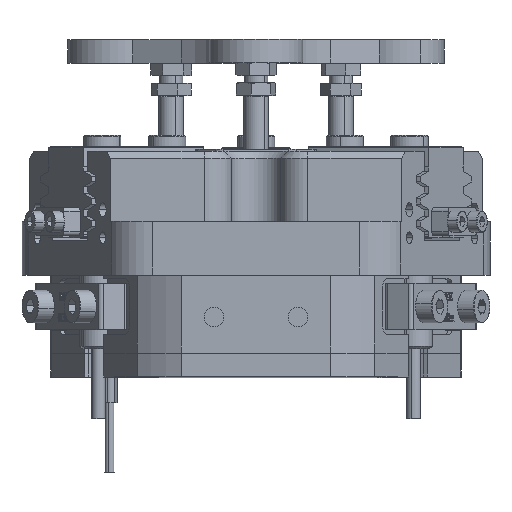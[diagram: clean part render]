
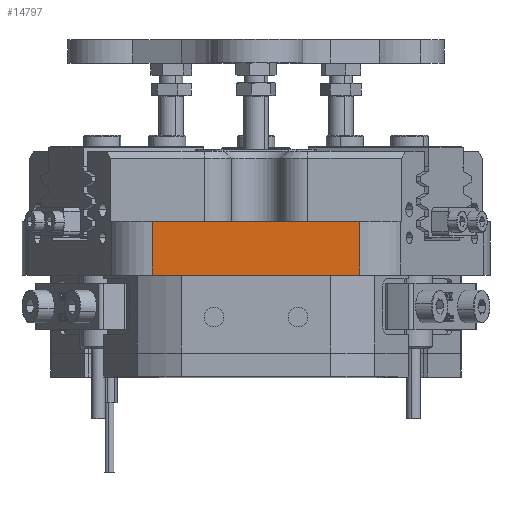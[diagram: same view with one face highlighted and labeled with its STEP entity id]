
A CAD part, top view. The second image highlights one B-rep face of the part: STEP entity #14797.
In plain terms, the highlighted planar face has unit normal (0, 0, 1).
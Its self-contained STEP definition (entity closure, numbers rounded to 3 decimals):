
#3136 = CARTESIAN_POINT ( 'NONE',  ( -22.228, 16.7, 43.5 ) ) ;
#4721 = VECTOR ( 'NONE', #34641, 1000. ) ;
#5835 = AXIS2_PLACEMENT_3D ( 'NONE', #22084, #61461, #52213 ) ;
#6853 = CARTESIAN_POINT ( 'NONE',  ( -22.228, 28.2, 43.5 ) ) ;
#7128 = LINE ( 'NONE', #44041, #29546 ) ;
#8213 = EDGE_LOOP ( 'NONE', ( #30658, #48877, #25329, #8986 ) ) ;
#8986 = ORIENTED_EDGE ( 'NONE', *, *, #25547, .T. ) ;
#10466 = EDGE_CURVE ( 'NONE', #41162, #52696, #7128, .T. ) ;
#11251 = CARTESIAN_POINT ( 'NONE',  ( 75.344, 28.2, 43.5 ) ) ;
#14797 = ADVANCED_FACE ( 'NONE', ( #49878 ), #17268, .T. ) ;
#15860 = CARTESIAN_POINT ( 'NONE',  ( 22.228, 28.2, 43.5 ) ) ;
#16220 = DIRECTION ( 'NONE',  ( -1., 0., 0. ) ) ;
#17268 = PLANE ( 'NONE',  #5835 ) ;
#18471 = EDGE_CURVE ( 'NONE', #28450, #52696, #50190, .T. ) ;
#22084 = CARTESIAN_POINT ( 'NONE',  ( 75.344, -329.685, 43.5 ) ) ;
#24232 = DIRECTION ( 'NONE',  ( 0., -1., 0. ) ) ;
#25329 = ORIENTED_EDGE ( 'NONE', *, *, #10466, .F. ) ;
#25547 = EDGE_CURVE ( 'NONE', #41162, #57650, #53169, .T. ) ;
#28450 = VERTEX_POINT ( 'NONE', #6853 ) ;
#29546 = VECTOR ( 'NONE', #16220, 1000. ) ;
#30658 = ORIENTED_EDGE ( 'NONE', *, *, #61892, .T. ) ;
#30687 = VECTOR ( 'NONE', #24232, 1000. ) ;
#31029 = CARTESIAN_POINT ( 'NONE',  ( -22.228, -329.685, 43.5 ) ) ;
#34641 = DIRECTION ( 'NONE',  ( -1., 0., 0. ) ) ;
#39302 = DIRECTION ( 'NONE',  ( 0., 1., 0. ) ) ;
#39714 = CARTESIAN_POINT ( 'NONE',  ( 22.228, -329.685, 43.5 ) ) ;
#41162 = VERTEX_POINT ( 'NONE', #51098 ) ;
#43354 = VECTOR ( 'NONE', #39302, 1000. ) ;
#44041 = CARTESIAN_POINT ( 'NONE',  ( 75.344, 16.7, 43.5 ) ) ;
#48877 = ORIENTED_EDGE ( 'NONE', *, *, #18471, .T. ) ;
#49878 = FACE_OUTER_BOUND ( 'NONE', #8213, .T. ) ;
#50190 = LINE ( 'NONE', #31029, #30687 ) ;
#51098 = CARTESIAN_POINT ( 'NONE',  ( 22.228, 16.7, 43.5 ) ) ;
#52213 = DIRECTION ( 'NONE',  ( 1., 0., 0. ) ) ;
#52696 = VERTEX_POINT ( 'NONE', #3136 ) ;
#53169 = LINE ( 'NONE', #39714, #43354 ) ;
#57650 = VERTEX_POINT ( 'NONE', #15860 ) ;
#60892 = LINE ( 'NONE', #11251, #4721 ) ;
#61461 = DIRECTION ( 'NONE',  ( 0., 0., 1. ) ) ;
#61892 = EDGE_CURVE ( 'NONE', #57650, #28450, #60892, .T. ) ;
